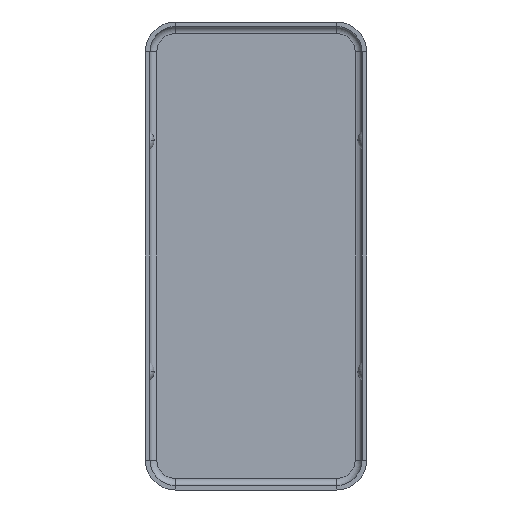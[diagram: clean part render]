
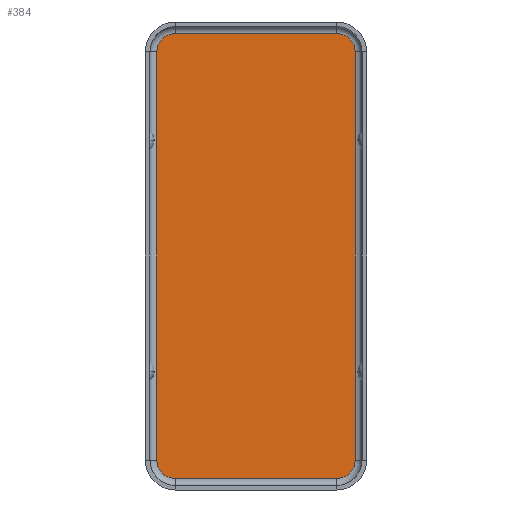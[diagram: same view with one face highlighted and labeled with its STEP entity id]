
A CAD part, front view. The second image highlights one B-rep face of the part: STEP entity #384.
In plain terms, the highlighted planar face has unit normal (0, -1, 0).
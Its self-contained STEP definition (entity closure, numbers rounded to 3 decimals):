
#15 = ORIENTED_EDGE ( 'NONE', *, *, #958, .T. ) ;
#21 = ORIENTED_EDGE ( 'NONE', *, *, #723, .T. ) ;
#68 = VERTEX_POINT ( 'NONE', #731 ) ;
#89 = ORIENTED_EDGE ( 'NONE', *, *, #146, .T. ) ;
#100 = CARTESIAN_POINT ( 'NONE',  ( 3.5, -0.2, 9.65 ) ) ;
#117 = ORIENTED_EDGE ( 'NONE', *, *, #975, .T. ) ;
#135 = DIRECTION ( 'NONE',  ( 0., 0., 1. ) ) ;
#146 = EDGE_CURVE ( 'NONE', #745, #1069, #1240, .T. ) ;
#236 = DIRECTION ( 'NONE',  ( 0., 0., -1. ) ) ;
#258 = CARTESIAN_POINT ( 'NONE',  ( -3.5, -0.2, -8.85 ) ) ;
#323 = VERTEX_POINT ( 'NONE', #544 ) ;
#327 = VECTOR ( 'NONE', #236, 1000. ) ;
#358 = EDGE_CURVE ( 'NONE', #1475, #1330, #659, .T. ) ;
#360 = EDGE_LOOP ( 'NONE', ( #117, #1566, #15, #21, #366, #1067, #1555, #89 ) ) ;
#366 = ORIENTED_EDGE ( 'NONE', *, *, #358, .F. ) ;
#374 = VECTOR ( 'NONE', #1372, 1000. ) ;
#384 = ADVANCED_FACE ( 'NONE', ( #417 ), #1509, .F. ) ;
#388 = LINE ( 'NONE', #665, #374 ) ;
#403 = EDGE_CURVE ( 'NONE', #745, #444, #388, .T. ) ;
#414 = CARTESIAN_POINT ( 'NONE',  ( 3.5, -0.2, 9.65 ) ) ;
#417 = FACE_OUTER_BOUND ( 'NONE', #360, .T. ) ;
#444 = VERTEX_POINT ( 'NONE', #1530 ) ;
#529 = CARTESIAN_POINT ( 'NONE',  ( 3.5, -0.2, -8.85 ) ) ;
#540 = EDGE_CURVE ( 'NONE', #323, #68, #1319, .T. ) ;
#544 = CARTESIAN_POINT ( 'NONE',  ( -4.3, -0.2, 8.85 ) ) ;
#554 = VERTEX_POINT ( 'NONE', #1212 ) ;
#593 = AXIS2_PLACEMENT_3D ( 'NONE', #258, #771, #135 ) ;
#614 = VECTOR ( 'NONE', #1254, 1000. ) ;
#659 = LINE ( 'NONE', #1162, #777 ) ;
#665 = CARTESIAN_POINT ( 'NONE',  ( 4.3, -0.2, 0. ) ) ;
#723 = EDGE_CURVE ( 'NONE', #554, #1330, #1476, .T. ) ;
#727 = AXIS2_PLACEMENT_3D ( 'NONE', #889, #1377, #1501 ) ;
#731 = CARTESIAN_POINT ( 'NONE',  ( -3.5, -0.2, 9.65 ) ) ;
#745 = VERTEX_POINT ( 'NONE', #793 ) ;
#771 = DIRECTION ( 'NONE',  ( 0., -1., 0. ) ) ;
#777 = VECTOR ( 'NONE', #1534, 1000. ) ;
#793 = CARTESIAN_POINT ( 'NONE',  ( 4.3, -0.2, 8.85 ) ) ;
#832 = AXIS2_PLACEMENT_3D ( 'NONE', #1306, #968, #1457 ) ;
#872 = EDGE_CURVE ( 'NONE', #444, #1475, #963, .T. ) ;
#889 = CARTESIAN_POINT ( 'NONE',  ( 3.5, -0.2, 8.85 ) ) ;
#958 = EDGE_CURVE ( 'NONE', #323, #554, #1616, .T. ) ;
#963 = CIRCLE ( 'NONE', #832, 0.8 ) ;
#968 = DIRECTION ( 'NONE',  ( 0., 1., 0. ) ) ;
#975 = EDGE_CURVE ( 'NONE', #1069, #68, #1603, .T. ) ;
#1009 = CARTESIAN_POINT ( 'NONE',  ( -4.3, -0.2, 0. ) ) ;
#1024 = DIRECTION ( 'NONE',  ( 0., 1., 0. ) ) ;
#1067 = ORIENTED_EDGE ( 'NONE', *, *, #872, .F. ) ;
#1069 = VERTEX_POINT ( 'NONE', #414 ) ;
#1071 = DIRECTION ( 'NONE',  ( 0., 1., 0. ) ) ;
#1136 = AXIS2_PLACEMENT_3D ( 'NONE', #529, #1024, #1265 ) ;
#1162 = CARTESIAN_POINT ( 'NONE',  ( 3.5, -0.2, -9.65 ) ) ;
#1185 = CARTESIAN_POINT ( 'NONE',  ( -3.5, -0.2, 8.85 ) ) ;
#1212 = CARTESIAN_POINT ( 'NONE',  ( -4.3, -0.2, -8.85 ) ) ;
#1240 = CIRCLE ( 'NONE', #727, 0.8 ) ;
#1254 = DIRECTION ( 'NONE',  ( -1., 0., 0. ) ) ;
#1265 = DIRECTION ( 'NONE',  ( 0., 0., 1. ) ) ;
#1271 = CARTESIAN_POINT ( 'NONE',  ( -3.5, -0.2, -9.65 ) ) ;
#1287 = CARTESIAN_POINT ( 'NONE',  ( 3.5, -0.2, -9.65 ) ) ;
#1306 = CARTESIAN_POINT ( 'NONE',  ( 3.5, -0.2, -8.85 ) ) ;
#1319 = CIRCLE ( 'NONE', #1498, 0.8 ) ;
#1330 = VERTEX_POINT ( 'NONE', #1271 ) ;
#1372 = DIRECTION ( 'NONE',  ( 0., 0., -1. ) ) ;
#1377 = DIRECTION ( 'NONE',  ( 0., -1., 0. ) ) ;
#1457 = DIRECTION ( 'NONE',  ( 0., 0., 1. ) ) ;
#1459 = DIRECTION ( 'NONE',  ( 0., 0., -1. ) ) ;
#1475 = VERTEX_POINT ( 'NONE', #1287 ) ;
#1476 = CIRCLE ( 'NONE', #593, 0.8 ) ;
#1498 = AXIS2_PLACEMENT_3D ( 'NONE', #1185, #1071, #1459 ) ;
#1501 = DIRECTION ( 'NONE',  ( 0., 0., -1. ) ) ;
#1509 = PLANE ( 'NONE',  #1136 ) ;
#1530 = CARTESIAN_POINT ( 'NONE',  ( 4.3, -0.2, -8.85 ) ) ;
#1534 = DIRECTION ( 'NONE',  ( -1., 0., 0. ) ) ;
#1555 = ORIENTED_EDGE ( 'NONE', *, *, #403, .F. ) ;
#1566 = ORIENTED_EDGE ( 'NONE', *, *, #540, .F. ) ;
#1603 = LINE ( 'NONE', #100, #614 ) ;
#1616 = LINE ( 'NONE', #1009, #327 ) ;
